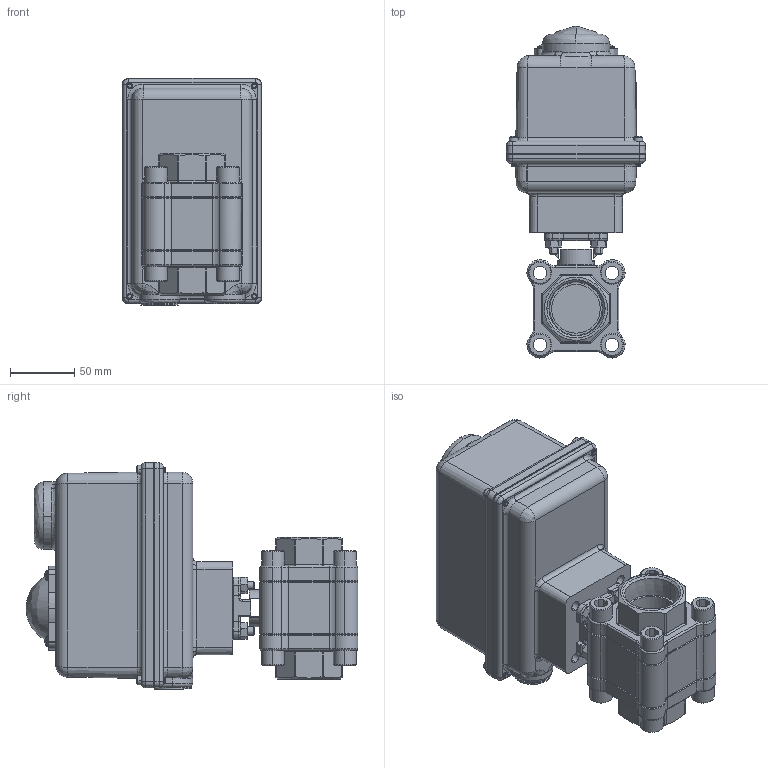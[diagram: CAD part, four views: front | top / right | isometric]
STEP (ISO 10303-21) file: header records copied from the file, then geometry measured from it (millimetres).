
FILE_DESCRIPTION (( 'STEP AP203' ), '1' );
FILE_NAME ('4700-125F_ER-2.STEP', '2017-11-16T21:20:36', ( '' ), ( '' ), 'SwSTEP 2.0', 'SolidWorks 2014', '' );
FILE_SCHEMA (( 'CONFIG_CONTROL_DESIGN' ));
Length unit declared in the file: inch
Products named in the file (1): 4700-125F_ER-2
Bounding box: 108.29 x 257.8 x 176.31 mm (x, y, z)
Surface area: 154653.7 mm2 (no closed solid volume)
Topology: 0 solids, 11 shells, 891 faces, 2706 edges, 1796 vertices
Faces by surface type: plane 323, cylinder 271, cone 159, bspline 86, torus 52
Entity records: 46567 total; most frequent: CARTESIAN_POINT 24457, ORIENTED_EDGE 4617, DIRECTION 4104, EDGE_CURVE 2698, VERTEX_POINT 1796, AXIS2_PLACEMENT_3D 1478, LINE 1148, VECTOR 1148
